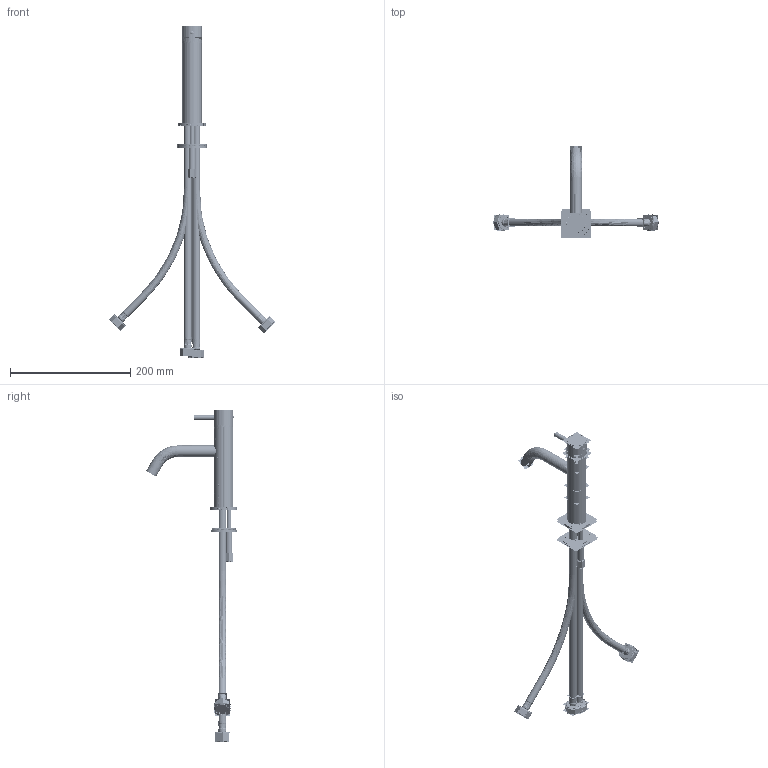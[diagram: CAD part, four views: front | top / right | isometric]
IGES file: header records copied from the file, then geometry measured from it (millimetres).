
Start section:  PTC IGES file: PRO110DNC_K.igs
Global section: file name: PRO110DNC_K.igs; native system: Pro/ENGINEER by Parametric Technology Corporation; preprocessor: 2009360; author: user152; organization: Unknown; date: 20200311.095358; units: millimetre
Bounding box: 276.51 x 152.48 x 551.26 mm (x, y, z)
Volume: 215673.4 mm3; surface area: 5796161.7 mm2
Topology: 18 solids, 36 shells, 28794 faces, 126680 edges, 150892 vertices
Faces by surface type: bspline 21454, revolution 7340
